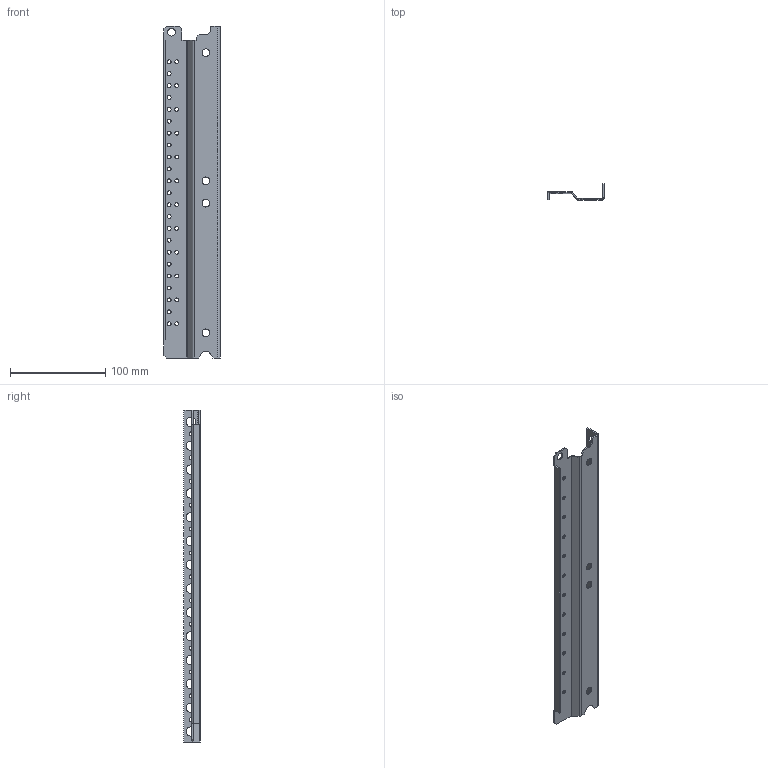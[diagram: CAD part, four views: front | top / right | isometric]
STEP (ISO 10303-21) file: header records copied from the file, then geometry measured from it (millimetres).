
FILE_DESCRIPTION((''),'2;1');
FILE_NAME('TZU_ASM','2023-03-01T09:11:01',('klemen.sitar'),('Audax d.o.o.'),'CREO PARAMETRIC BY PTC INC, 2021304','CREO PARAMETRIC BY PTC INC, 2021304','');
FILE_SCHEMA(('AP242_MANAGED_MODEL_BASED_3D_ENGINEERING_MIM_LF { 1 0 10303 442 1 1 4 }'));
Length unit declared in the file: millimetre
Products named in the file (2): P3; TZU_ASM
Assembly tree (1 placements, depth 2):
  TZU_ASM
    P3
Bounding box: 59 x 17 x 348.5 mm (x, y, z)
Volume: 39185.8 mm3; surface area: 55468.1 mm2
Topology: 1 solids, 1 shells, 177 faces, 519 edges, 344 vertices
Faces by surface type: cylinder 144, plane 33
Entity records: 8365 total; most frequent: DIRECTION 1166, CARTESIAN_POINT 1050, ORIENTED_EDGE 1038, PRESENTATION_STYLE_ASSIGNMENT 520, STYLED_ITEM 520, CURVE_STYLE 519, EDGE_CURVE 519, AXIS2_PLACEMENT_3D 468
